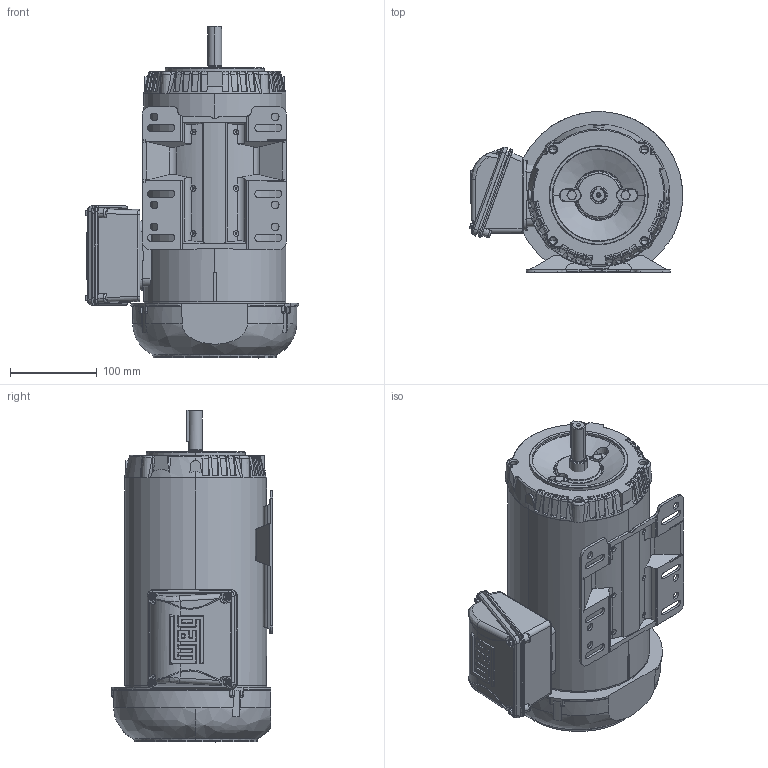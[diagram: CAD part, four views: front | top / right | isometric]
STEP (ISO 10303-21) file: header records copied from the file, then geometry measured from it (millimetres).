
FILE_DESCRIPTION (( 'STEP AP214' ), '1' );
FILE_NAME ('56HC_3PH_TEFC_GP_15079 new 09-26-22 broken base surfs w 1PHNB fxt.STEP', '2022-09-27T21:13:11', ( '' ), ( '' ), 'SwSTEP 2.0', 'SolidWorks 2021', '' );
FILE_SCHEMA (( 'AUTOMOTIVE_DESIGN' ));
Length unit declared in the file: inch
Products named in the file (1): 56HC_3PH_TEFC_GP_15079 new 09-26-22 broken base surfs w 1PHNB fxt
Bounding box: 246.32 x 186.13 x 383.1 mm (x, y, z)
Volume: 7818558.4 mm3; surface area: 489101 mm2
Topology: 15 solids, 31 shells, 1489 faces, 3951 edges, 2572 vertices
Faces by surface type: plane 559, cylinder 357, cone 324, bspline 249
Entity records: 59146 total; most frequent: CARTESIAN_POINT 25085, ORIENTED_EDGE 7868, DIRECTION 6069, EDGE_CURVE 3934, VERTEX_POINT 2572, AXIS2_PLACEMENT_3D 2261, EDGE_LOOP 1578, LINE 1547
